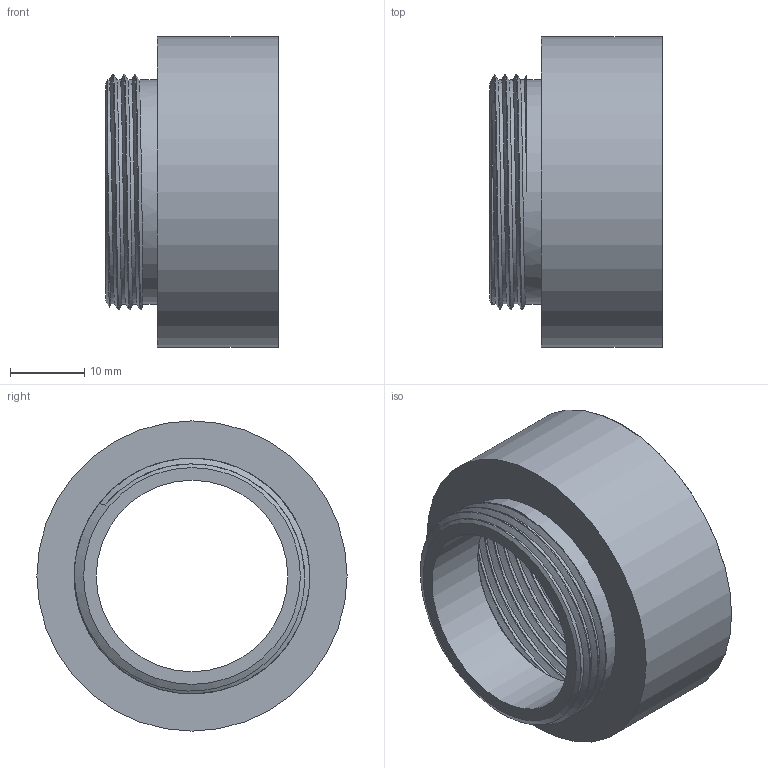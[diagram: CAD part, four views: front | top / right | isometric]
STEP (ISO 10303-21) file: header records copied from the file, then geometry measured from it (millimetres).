
FILE_DESCRIPTION(/* description */ ('Erweiterungen rund M32/M40'),/* implementation_level */ '2;1');
FILE_NAME(/* name */ '62083240-RST.stp',/* time_stamp */ '2020-07-01T14:29:39+02:00',/* author */ ('sl'),/* organization */ (''),/* preprocessor_version */ 'ST-DEVELOPER v16.5',/* originating_system */ 'Autodesk Inventor 2017',/* authorisation */ '');
FILE_SCHEMA (('AUTOMOTIVE_DESIGN { 1 0 10303 214 3 1 1 }'));
Length unit declared in the file: millimetre
Products named in the file (1): 62083240
Bounding box: 23.3 x 41.78 x 41.78 mm (x, y, z)
Volume: 5654.3 mm3; surface area: 7943.9 mm2
Topology: 1 solids, 1 shells, 30 faces, 76 edges, 50 vertices
Faces by surface type: cylinder 16, plane 6, bspline 4, cone 3, torus 1
Full cylindrical faces by diameter (mm): 25.8 x1, 30.208 x3, 38.22 x7, 41.78 x1
Entity records: 2460 total; most frequent: CARTESIAN_POINT 2049, DIRECTION 74, ORIENTED_EDGE 68, AXIS2_PLACEMENT_3D 37, EDGE_CURVE 34, EDGE_LOOP 32, VERTEX_POINT 26, FACE_OUTER_BOUND 20
